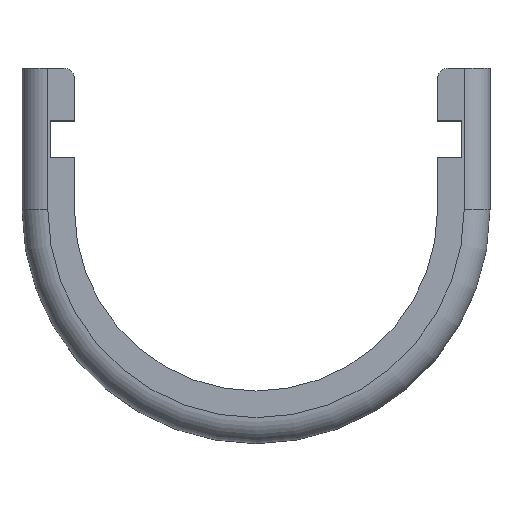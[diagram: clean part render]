
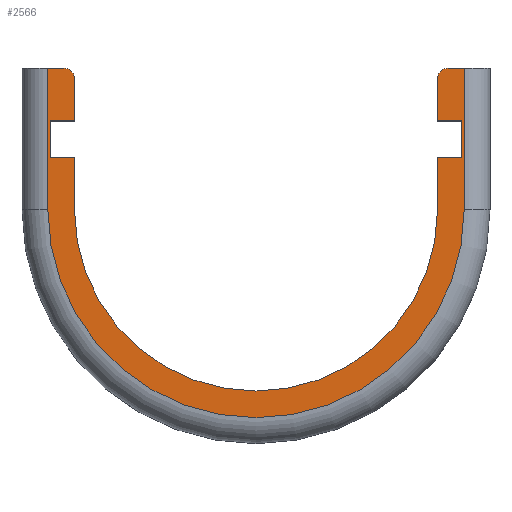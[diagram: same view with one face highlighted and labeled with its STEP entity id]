
A CAD part, top view. The second image highlights one B-rep face of the part: STEP entity #2566.
In plain terms, the highlighted planar face has unit normal (0, 0, 1).
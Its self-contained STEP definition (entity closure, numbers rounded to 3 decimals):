
#4 = CARTESIAN_POINT ( 'NONE',  ( 22.5, 11., 12. ) ) ;
#21 = CARTESIAN_POINT ( 'NONE',  ( -25.8, 17.5, 12. ) ) ;
#51 = LINE ( 'NONE', #1341, #2102 ) ;
#60 = CARTESIAN_POINT ( 'NONE',  ( 25.5, 11., 12. ) ) ;
#63 = VERTEX_POINT ( 'NONE', #1682 ) ;
#64 = CARTESIAN_POINT ( 'NONE',  ( 23.8, 16.2, 12. ) ) ;
#107 = EDGE_CURVE ( 'NONE', #258, #1762, #2203, .T. ) ;
#132 = CARTESIAN_POINT ( 'NONE',  ( 22.5, 6.5, 12. ) ) ;
#135 = EDGE_LOOP ( 'NONE', ( #1758, #1179, #1416, #2156, #2217, #2442, #456, #2521, #1719, #819, #575, #2757, #2225, #2489, #2108, #1053, #806, #1810 ) ) ;
#148 = DIRECTION ( 'NONE',  ( 1., 0., 0. ) ) ;
#178 = DIRECTION ( 'NONE',  ( 0., 0., 1. ) ) ;
#179 = DIRECTION ( 'NONE',  ( 1., 0., 0. ) ) ;
#190 = CARTESIAN_POINT ( 'NONE',  ( 0., 0., 12. ) ) ;
#241 = LINE ( 'NONE', #2437, #2494 ) ;
#248 = CARTESIAN_POINT ( 'NONE',  ( 25.5, 11., 12. ) ) ;
#258 = VERTEX_POINT ( 'NONE', #2247 ) ;
#336 = CARTESIAN_POINT ( 'NONE',  ( 25.5, 6.5, 12. ) ) ;
#355 = VECTOR ( 'NONE', #694, 1000. ) ;
#453 = EDGE_CURVE ( 'NONE', #966, #1468, #1044, .T. ) ;
#456 = ORIENTED_EDGE ( 'NONE', *, *, #1444, .T. ) ;
#477 = DIRECTION ( 'NONE',  ( 1., 0., 0. ) ) ;
#480 = LINE ( 'NONE', #657, #2313 ) ;
#501 = VERTEX_POINT ( 'NONE', #2759 ) ;
#512 = VERTEX_POINT ( 'NONE', #2363 ) ;
#565 = EDGE_CURVE ( 'NONE', #1503, #1967, #241, .T. ) ;
#573 = VECTOR ( 'NONE', #901, 1000. ) ;
#575 = ORIENTED_EDGE ( 'NONE', *, *, #2636, .T. ) ;
#593 = VERTEX_POINT ( 'NONE', #2611 ) ;
#599 = EDGE_CURVE ( 'NONE', #501, #2169, #2720, .T. ) ;
#649 = DIRECTION ( 'NONE',  ( 0., 1., 0. ) ) ;
#657 = CARTESIAN_POINT ( 'NONE',  ( 25.5, 11., 12. ) ) ;
#677 = CARTESIAN_POINT ( 'NONE',  ( -23.8, 17.5, 12. ) ) ;
#694 = DIRECTION ( 'NONE',  ( 1., 0., 0. ) ) ;
#743 = VERTEX_POINT ( 'NONE', #1855 ) ;
#806 = ORIENTED_EDGE ( 'NONE', *, *, #453, .T. ) ;
#810 = EDGE_CURVE ( 'NONE', #593, #1967, #2243, .T. ) ;
#819 = ORIENTED_EDGE ( 'NONE', *, *, #1891, .F. ) ;
#842 = VECTOR ( 'NONE', #649, 1000. ) ;
#846 = AXIS2_PLACEMENT_3D ( 'NONE', #2141, #2781, #179 ) ;
#847 = AXIS2_PLACEMENT_3D ( 'NONE', #190, #178, #148 ) ;
#850 = DIRECTION ( 'NONE',  ( 0., -1., 0. ) ) ;
#901 = DIRECTION ( 'NONE',  ( 0., 1., 0. ) ) ;
#910 = CARTESIAN_POINT ( 'NONE',  ( 25.8, 0., 12. ) ) ;
#912 = EDGE_CURVE ( 'NONE', #501, #63, #1241, .T. ) ;
#928 = DIRECTION ( 'NONE',  ( 1., 0., 0. ) ) ;
#966 = VERTEX_POINT ( 'NONE', #2000 ) ;
#988 = EDGE_CURVE ( 'NONE', #1372, #593, #480, .T. ) ;
#997 = LINE ( 'NONE', #1849, #2369 ) ;
#1019 = LINE ( 'NONE', #2147, #2327 ) ;
#1044 = LINE ( 'NONE', #1319, #2311 ) ;
#1053 = ORIENTED_EDGE ( 'NONE', *, *, #1374, .F. ) ;
#1061 = CARTESIAN_POINT ( 'NONE',  ( -25.8, 0., 12. ) ) ;
#1086 = LINE ( 'NONE', #60, #355 ) ;
#1093 = CARTESIAN_POINT ( 'NONE',  ( -25.5, 11., 12. ) ) ;
#1127 = DIRECTION ( 'NONE',  ( 1., 0., 0. ) ) ;
#1151 = DIRECTION ( 'NONE',  ( 1., 0., 0. ) ) ;
#1179 = ORIENTED_EDGE ( 'NONE', *, *, #912, .F. ) ;
#1200 = DIRECTION ( 'NONE',  ( -1., 0., 0. ) ) ;
#1241 = LINE ( 'NONE', #2126, #1473 ) ;
#1260 = VECTOR ( 'NONE', #850, 1000. ) ;
#1277 = VERTEX_POINT ( 'NONE', #1684 ) ;
#1278 = EDGE_CURVE ( 'NONE', #2622, #258, #1675, .T. ) ;
#1289 = LINE ( 'NONE', #2134, #842 ) ;
#1293 = EDGE_CURVE ( 'NONE', #1784, #1503, #2056, .T. ) ;
#1312 = CARTESIAN_POINT ( 'NONE',  ( 25.8, 17.5, 12. ) ) ;
#1319 = CARTESIAN_POINT ( 'NONE',  ( 25.5, 6.5, 12. ) ) ;
#1341 = CARTESIAN_POINT ( 'NONE',  ( -22.5, 17.5, 12. ) ) ;
#1368 = CARTESIAN_POINT ( 'NONE',  ( -23.8, 16.2, 12. ) ) ;
#1372 = VERTEX_POINT ( 'NONE', #248 ) ;
#1374 = EDGE_CURVE ( 'NONE', #966, #1784, #51, .T. ) ;
#1381 = DIRECTION ( 'NONE',  ( 0., 1., 0. ) ) ;
#1416 = ORIENTED_EDGE ( 'NONE', *, *, #599, .T. ) ;
#1425 = EDGE_CURVE ( 'NONE', #2115, #1277, #2138, .T. ) ;
#1444 = EDGE_CURVE ( 'NONE', #1762, #512, #2641, .T. ) ;
#1454 = CARTESIAN_POINT ( 'NONE',  ( 23.8, 17.5, 12. ) ) ;
#1468 = VERTEX_POINT ( 'NONE', #1645 ) ;
#1473 = VECTOR ( 'NONE', #1902, 1000. ) ;
#1503 = VERTEX_POINT ( 'NONE', #2672 ) ;
#1518 = CARTESIAN_POINT ( 'NONE',  ( -22.5, 0., 12. ) ) ;
#1579 = EDGE_CURVE ( 'NONE', #2115, #512, #997, .T. ) ;
#1585 = DIRECTION ( 'NONE',  ( 0., -1., 0. ) ) ;
#1614 = CARTESIAN_POINT ( 'NONE',  ( 0., 0., 12. ) ) ;
#1618 = AXIS2_PLACEMENT_3D ( 'NONE', #1368, #2179, #2637 ) ;
#1645 = CARTESIAN_POINT ( 'NONE',  ( -25.5, 6.5, 12. ) ) ;
#1675 = LINE ( 'NONE', #1061, #1260 ) ;
#1682 = CARTESIAN_POINT ( 'NONE',  ( -22.5, 11., 12. ) ) ;
#1684 = CARTESIAN_POINT ( 'NONE',  ( 22.5, 16.2, 12. ) ) ;
#1719 = ORIENTED_EDGE ( 'NONE', *, *, #1425, .T. ) ;
#1758 = ORIENTED_EDGE ( 'NONE', *, *, #2390, .T. ) ;
#1762 = VERTEX_POINT ( 'NONE', #910 ) ;
#1768 = DIRECTION ( 'NONE',  ( 0., -1., 0. ) ) ;
#1784 = VERTEX_POINT ( 'NONE', #1518 ) ;
#1810 = ORIENTED_EDGE ( 'NONE', *, *, #2619, .T. ) ;
#1817 = FACE_OUTER_BOUND ( 'NONE', #135, .T. ) ;
#1849 = CARTESIAN_POINT ( 'NONE',  ( 22.5, 17.5, 12. ) ) ;
#1855 = CARTESIAN_POINT ( 'NONE',  ( -25.5, 11., 12. ) ) ;
#1891 = EDGE_CURVE ( 'NONE', #2634, #1277, #1289, .T. ) ;
#1902 = DIRECTION ( 'NONE',  ( 0., -1., 0. ) ) ;
#1930 = LINE ( 'NONE', #2375, #2504 ) ;
#1944 = DIRECTION ( 'NONE',  ( 0., 1., 0. ) ) ;
#1945 = LINE ( 'NONE', #1093, #573 ) ;
#1960 = AXIS2_PLACEMENT_3D ( 'NONE', #64, #2371, #477 ) ;
#1967 = VERTEX_POINT ( 'NONE', #132 ) ;
#2000 = CARTESIAN_POINT ( 'NONE',  ( -22.5, 6.5, 12. ) ) ;
#2056 = CIRCLE ( 'NONE', #846, 22.5 ) ;
#2072 = EDGE_CURVE ( 'NONE', #2622, #2169, #1019, .T. ) ;
#2102 = VECTOR ( 'NONE', #1585, 1000. ) ;
#2107 = DIRECTION ( 'NONE',  ( -1., 0., 0. ) ) ;
#2108 = ORIENTED_EDGE ( 'NONE', *, *, #1293, .F. ) ;
#2115 = VERTEX_POINT ( 'NONE', #1454 ) ;
#2126 = CARTESIAN_POINT ( 'NONE',  ( -22.5, 17.5, 12. ) ) ;
#2134 = CARTESIAN_POINT ( 'NONE',  ( 22.5, 0., 12. ) ) ;
#2137 = VECTOR ( 'NONE', #1200, 1000. ) ;
#2138 = CIRCLE ( 'NONE', #1960, 1.3 ) ;
#2141 = CARTESIAN_POINT ( 'NONE',  ( 0., 0., 12. ) ) ;
#2147 = CARTESIAN_POINT ( 'NONE',  ( -29., 17.5, 12. ) ) ;
#2156 = ORIENTED_EDGE ( 'NONE', *, *, #2072, .F. ) ;
#2169 = VERTEX_POINT ( 'NONE', #677 ) ;
#2179 = DIRECTION ( 'NONE',  ( 0., 0., 1. ) ) ;
#2203 = CIRCLE ( 'NONE', #847, 25.8 ) ;
#2217 = ORIENTED_EDGE ( 'NONE', *, *, #1278, .T. ) ;
#2225 = ORIENTED_EDGE ( 'NONE', *, *, #810, .T. ) ;
#2243 = LINE ( 'NONE', #336, #2137 ) ;
#2247 = CARTESIAN_POINT ( 'NONE',  ( -25.8, 0., 12. ) ) ;
#2311 = VECTOR ( 'NONE', #2107, 1000. ) ;
#2313 = VECTOR ( 'NONE', #1768, 1000. ) ;
#2327 = VECTOR ( 'NONE', #2343, 1000. ) ;
#2343 = DIRECTION ( 'NONE',  ( 1., 0., 0. ) ) ;
#2363 = CARTESIAN_POINT ( 'NONE',  ( 25.8, 17.5, 12. ) ) ;
#2369 = VECTOR ( 'NONE', #1151, 1000. ) ;
#2371 = DIRECTION ( 'NONE',  ( 0., 0., 1. ) ) ;
#2375 = CARTESIAN_POINT ( 'NONE',  ( 25.5, 11., 12. ) ) ;
#2390 = EDGE_CURVE ( 'NONE', #743, #63, #1086, .T. ) ;
#2437 = CARTESIAN_POINT ( 'NONE',  ( 22.5, 0., 12. ) ) ;
#2442 = ORIENTED_EDGE ( 'NONE', *, *, #107, .T. ) ;
#2466 = DIRECTION ( 'NONE',  ( 0., 0., 1. ) ) ;
#2489 = ORIENTED_EDGE ( 'NONE', *, *, #565, .F. ) ;
#2494 = VECTOR ( 'NONE', #1381, 1000. ) ;
#2504 = VECTOR ( 'NONE', #1127, 1000. ) ;
#2521 = ORIENTED_EDGE ( 'NONE', *, *, #1579, .F. ) ;
#2566 = ADVANCED_FACE ( 'NONE', ( #1817 ), #2677, .T. ) ;
#2595 = AXIS2_PLACEMENT_3D ( 'NONE', #1614, #2466, #928 ) ;
#2611 = CARTESIAN_POINT ( 'NONE',  ( 25.5, 6.5, 12. ) ) ;
#2619 = EDGE_CURVE ( 'NONE', #1468, #743, #1945, .T. ) ;
#2622 = VERTEX_POINT ( 'NONE', #21 ) ;
#2634 = VERTEX_POINT ( 'NONE', #4 ) ;
#2636 = EDGE_CURVE ( 'NONE', #2634, #1372, #1930, .T. ) ;
#2637 = DIRECTION ( 'NONE',  ( 1., 0., 0. ) ) ;
#2641 = LINE ( 'NONE', #1312, #2689 ) ;
#2672 = CARTESIAN_POINT ( 'NONE',  ( 22.5, 0., 12. ) ) ;
#2677 = PLANE ( 'NONE',  #2595 ) ;
#2689 = VECTOR ( 'NONE', #1944, 1000. ) ;
#2720 = CIRCLE ( 'NONE', #1618, 1.3 ) ;
#2757 = ORIENTED_EDGE ( 'NONE', *, *, #988, .T. ) ;
#2759 = CARTESIAN_POINT ( 'NONE',  ( -22.5, 16.2, 12. ) ) ;
#2781 = DIRECTION ( 'NONE',  ( 0., 0., 1. ) ) ;
